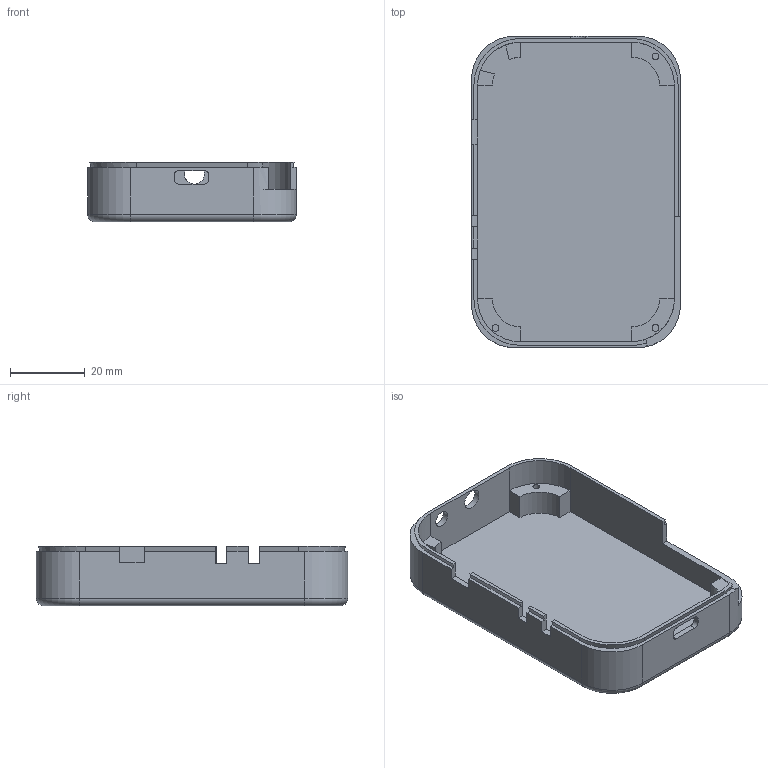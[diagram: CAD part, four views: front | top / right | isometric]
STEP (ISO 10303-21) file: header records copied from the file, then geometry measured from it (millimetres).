
FILE_DESCRIPTION(('FreeCAD Model'),'2;1');
FILE_NAME('Open CASCADE Shape Model','2025-11-05T16:20:18',(''),(''), 'Open CASCADE STEP processor 7.8','FreeCAD','Unknown');
FILE_SCHEMA(('AUTOMOTIVE_DESIGN { 1 0 10303 214 1 1 1 1 }'));
Length unit declared in the file: millimetre
Products named in the file (1): bottom
Bounding box: 56 x 83.5 x 16 mm (x, y, z)
Volume: 13994.6 mm3; surface area: 16245.5 mm2
Topology: 1 solids, 1 shells, 95 faces, 257 edges, 166 vertices
Faces by surface type: plane 61, cylinder 26, torus 4, cone 4
Full cylindrical faces by diameter (mm): 1.8 x3, 4.4 x1, 5.4 x1
Entity records: 3003 total; most frequent: CARTESIAN_POINT 526, ORIENTED_EDGE 514, DIRECTION 513, EDGE_CURVE 257, LINE 179, VECTOR 179, AXIS2_PLACEMENT_3D 167, VERTEX_POINT 166
